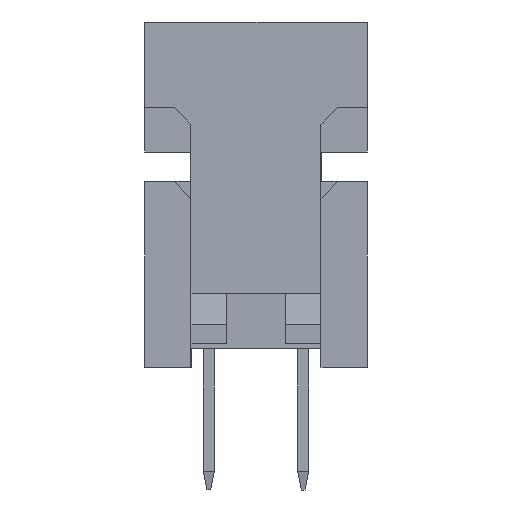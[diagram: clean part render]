
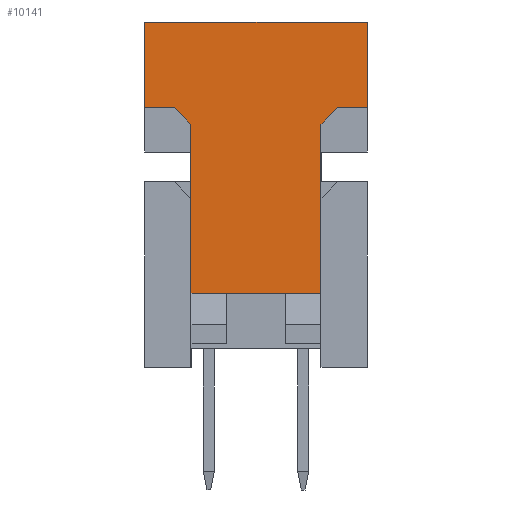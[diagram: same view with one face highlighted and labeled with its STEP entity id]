
A CAD part, left-side view. The second image highlights one B-rep face of the part: STEP entity #10141.
In plain terms, the highlighted planar face has unit normal (-1, 0, 0).
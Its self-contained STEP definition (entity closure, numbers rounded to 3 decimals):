
#2372=ORIENTED_EDGE('',*,*,#4315,.F.);
#2373=ORIENTED_EDGE('',*,*,#4328,.F.);
#2374=ORIENTED_EDGE('',*,*,#4329,.T.);
#2375=ORIENTED_EDGE('',*,*,#4330,.F.);
#2376=ORIENTED_EDGE('',*,*,#4331,.T.);
#2377=ORIENTED_EDGE('',*,*,#4332,.T.);
#2378=ORIENTED_EDGE('',*,*,#4333,.T.);
#2379=ORIENTED_EDGE('',*,*,#4334,.F.);
#2380=ORIENTED_EDGE('',*,*,#4307,.T.);
#2381=ORIENTED_EDGE('',*,*,#4335,.T.);
#4307=EDGE_CURVE('',#5421,#5420,#6604,.T.);
#4315=EDGE_CURVE('',#5426,#5427,#6612,.T.);
#4328=EDGE_CURVE('',#5437,#5426,#6625,.T.);
#4329=EDGE_CURVE('',#5437,#5438,#6626,.F.);
#4330=EDGE_CURVE('',#5439,#5438,#6627,.T.);
#4331=EDGE_CURVE('',#5439,#5440,#6628,.T.);
#4332=EDGE_CURVE('',#5440,#5441,#6629,.T.);
#4333=EDGE_CURVE('',#5441,#5442,#6630,.F.);
#4334=EDGE_CURVE('',#5421,#5442,#6631,.T.);
#4335=EDGE_CURVE('',#5420,#5427,#6632,.T.);
#5420=VERTEX_POINT('',#15977);
#5421=VERTEX_POINT('',#15979);
#5426=VERTEX_POINT('',#15992);
#5427=VERTEX_POINT('',#15994);
#5437=VERTEX_POINT('',#16020);
#5438=VERTEX_POINT('',#16022);
#5439=VERTEX_POINT('',#16024);
#5440=VERTEX_POINT('',#16026);
#5441=VERTEX_POINT('',#16028);
#5442=VERTEX_POINT('',#16030);
#6604=LINE('',#15978,#7943);
#6612=LINE('',#15993,#7951);
#6625=LINE('',#16019,#7964);
#6626=LINE('',#16021,#7965);
#6627=LINE('',#16023,#7966);
#6628=LINE('',#16025,#7967);
#6629=LINE('',#16027,#7968);
#6630=LINE('',#16029,#7969);
#6631=LINE('',#16031,#7970);
#6632=LINE('',#16032,#7971);
#7943=VECTOR('',#13043,1000.);
#7951=VECTOR('',#13053,1000.);
#7964=VECTOR('',#13072,1000.);
#7965=VECTOR('',#13073,1000.);
#7966=VECTOR('',#13074,1000.);
#7967=VECTOR('',#13075,1000.);
#7968=VECTOR('',#13076,1000.);
#7969=VECTOR('',#13077,1000.);
#7970=VECTOR('',#13078,1000.);
#7971=VECTOR('',#13079,1000.);
#8664=EDGE_LOOP('',(#2372,#2373,#2374,#2375,#2376,#2377,#2378,#2379,#2380,
#2381));
#9209=FACE_BOUND('',#8664,.T.);
#9650=PLANE('',#10953);
#10141=ADVANCED_FACE('',(#9209),#9650,.T.);
#10953=AXIS2_PLACEMENT_3D('',#16018,#13070,#13071);
#13043=DIRECTION('',(0.,0.,1.));
#13053=DIRECTION('',(0.,0.,1.));
#13070=DIRECTION('',(-1.,0.,0.));
#13071=DIRECTION('',(0.,0.,1.));
#13072=DIRECTION('',(0.,1.,0.));
#13073=DIRECTION('',(0.,0.707,0.707));
#13074=DIRECTION('',(0.,0.,1.));
#13075=DIRECTION('',(0.,-1.,0.));
#13076=DIRECTION('',(0.,0.,1.));
#13077=DIRECTION('',(0.,0.707,-0.707));
#13078=DIRECTION('',(0.,1.,0.));
#13079=DIRECTION('',(0.,1.,0.));
#15977=CARTESIAN_POINT('',(-19.235,-3.,1.15));
#15978=CARTESIAN_POINT('',(-19.235,-3.,-1.15));
#15979=CARTESIAN_POINT('',(-19.235,-3.,-1.15));
#15992=CARTESIAN_POINT('',(-19.235,3.,-1.15));
#15993=CARTESIAN_POINT('',(-19.235,3.,-1.15));
#15994=CARTESIAN_POINT('',(-19.235,3.,1.15));
#16018=CARTESIAN_POINT('',(-19.235,-3.,-1.15));
#16019=CARTESIAN_POINT('',(-19.235,-3.,-1.15));
#16020=CARTESIAN_POINT('',(-19.235,2.2,-1.15));
#16021=CARTESIAN_POINT('',(-19.235,2.2,-1.15));
#16022=CARTESIAN_POINT('',(-19.235,1.75,-1.6));
#16023=CARTESIAN_POINT('',(-19.235,1.75,-6.15));
#16024=CARTESIAN_POINT('',(-19.235,1.75,-6.15));
#16025=CARTESIAN_POINT('',(-19.235,1.75,-6.15));
#16026=CARTESIAN_POINT('',(-19.235,-1.75,-6.15));
#16027=CARTESIAN_POINT('',(-19.235,-1.75,-6.15));
#16028=CARTESIAN_POINT('',(-19.235,-1.75,-1.6));
#16029=CARTESIAN_POINT('',(-19.235,-2.2,-1.15));
#16030=CARTESIAN_POINT('',(-19.235,-2.2,-1.15));
#16031=CARTESIAN_POINT('',(-19.235,-3.,-1.15));
#16032=CARTESIAN_POINT('',(-19.235,-3.,1.15));
